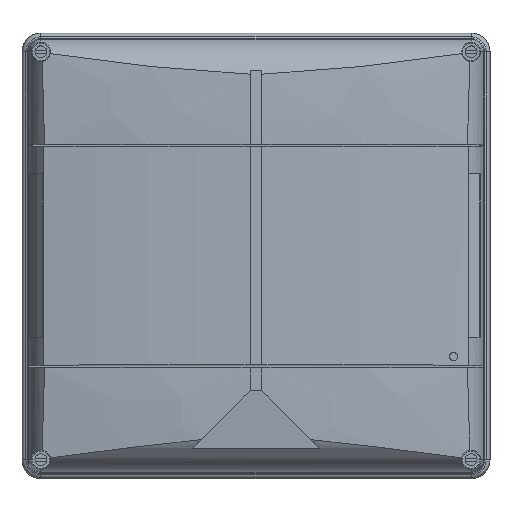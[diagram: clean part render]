
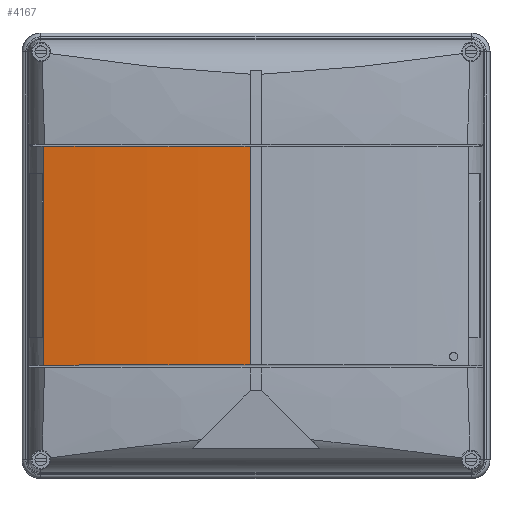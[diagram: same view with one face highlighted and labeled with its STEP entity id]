
A CAD part, top view. The second image highlights one B-rep face of the part: STEP entity #4167.
In plain terms, the highlighted cylindrical face has radius 1153.5 mm (diameter 2307 mm), a partial arc.
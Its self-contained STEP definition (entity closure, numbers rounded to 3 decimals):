
#4167 = ADVANCED_FACE( '', ( #9429 ), #9430, .T. );
#9429 = FACE_OUTER_BOUND( '', #15942, .T. );
#9430 = CYLINDRICAL_SURFACE( '', #15943, 1153.5 );
#15942 = EDGE_LOOP( '', ( #28258, #28259, #28260, #28261 ) );
#15943 = AXIS2_PLACEMENT_3D( '', #28262, #28263, #28264 );
#28258 = ORIENTED_EDGE( '', *, *, #38266, .T. );
#28259 = ORIENTED_EDGE( '', *, *, #41468, .F. );
#28260 = ORIENTED_EDGE( '', *, *, #41469, .F. );
#28261 = ORIENTED_EDGE( '', *, *, #41470, .F. );
#28262 = CARTESIAN_POINT( '', ( 0.002, 75., -1125.9 ) );
#28263 = DIRECTION( '', ( 0., 1., 0. ) );
#28264 = DIRECTION( '', ( 0., 0., -1. ) );
#38266 = EDGE_CURVE( '', #46347, #46345, #46348, .T. );
#41468 = EDGE_CURVE( '', #51247, #46345, #51248, .F. );
#41469 = EDGE_CURVE( '', #51249, #51247, #51250, .T. );
#41470 = EDGE_CURVE( '', #46347, #51249, #51251, .F. );
#46345 = VERTEX_POINT( '', #57756 );
#46347 = VERTEX_POINT( '', #57758 );
#46348 = LINE( '', #57759, #57760 );
#51247 = VERTEX_POINT( '', #66617 );
#51248 = ELLIPSE( '', #66618, 1153.676, 1153.5 );
#51249 = VERTEX_POINT( '', #66619 );
#51250 = LINE( '', #66620, #66621 );
#51251 = ELLIPSE( '', #66622, 1153.676, 1153.5 );
#57756 = CARTESIAN_POINT( '', ( -143.084, -73.7, 18.691 ) );
#57758 = CARTESIAN_POINT( '', ( -143.084, 73.7, 18.691 ) );
#57759 = CARTESIAN_POINT( '', ( -143.084, 75., 18.691 ) );
#57760 = VECTOR( '', #72012, 1000. );
#66617 = CARTESIAN_POINT( '', ( -3.991, -73.545, 27.593 ) );
#66618 = AXIS2_PLACEMENT_3D( '', #75940, #75941, #75942 );
#66619 = CARTESIAN_POINT( '', ( -3.991, 73.545, 27.593 ) );
#66620 = CARTESIAN_POINT( '', ( -3.991, 75., 27.593 ) );
#66621 = VECTOR( '', #75943, 1000. );
#66622 = AXIS2_PLACEMENT_3D( '', #75944, #75945, #75946 );
#72012 = DIRECTION( '', ( 0., -1., 0. ) );
#75940 = CARTESIAN_POINT( '', ( 0.002, -93.679, -1125.9 ) );
#75941 = DIRECTION( '', ( 0., 1., -0.017 ) );
#75942 = DIRECTION( '', ( 0., -0.017, -1. ) );
#75943 = DIRECTION( '', ( 0., -1., 0. ) );
#75944 = CARTESIAN_POINT( '', ( 0.002, 93.679, -1125.9 ) );
#75945 = DIRECTION( '', ( 0., -1., -0.017 ) );
#75946 = DIRECTION( '', ( 0., -0.017, 1. ) );
